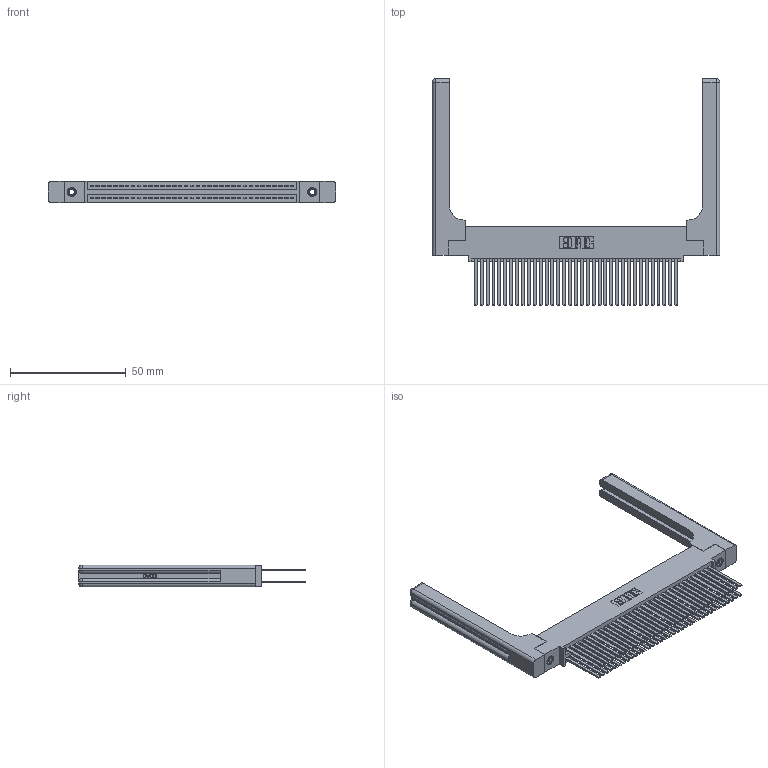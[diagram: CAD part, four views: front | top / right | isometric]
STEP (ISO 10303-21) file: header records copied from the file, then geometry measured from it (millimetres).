
FILE_DESCRIPTION (( 'STEP AP203' ), '1' );
FILE_NAME ('395-070-544-558.STEP', '2019-10-24T01:27:41', ( '' ), ( '' ), 'SwSTEP 2.0', 'SolidWorks 2016', '' );
FILE_SCHEMA (( 'CONFIG_CONTROL_DESIGN' ));
Length unit declared in the file: inch
Products named in the file (5): 345-292-001_345-293-144; 345-250-001_345-250-001-102; 345-220-058_345-220-058; 395-070-544-558; 345 Part_0.110 Offset - 0.156 Dia-TH
Assembly tree (75 placements, depth 2):
  395-070-544-558
    345 Part_0.110 Offset - 0.156 Dia-TH
    345-292-001_345-293-144  x70
    345-250-001_345-250-001-102  x2
    345-220-058_345-220-058  x2
Bounding box: 123.93 x 97.71 x 9.4 mm (x, y, z)
Volume: 21356.4 mm3; surface area: 26932.8 mm2
Topology: 75 solids, 75 shells, 3466 faces, 10189 edges, 6678 vertices
Faces by surface type: plane 2262, cylinder 1144, bspline 36, cone 12, sphere 8, torus 4
Entity records: 33534 total; most frequent: CARTESIAN_POINT 6621, ORIENTED_EDGE 5352, DIRECTION 4776, EDGE_CURVE 2676, LINE 2316, VECTOR 2316, VERTEX_POINT 1774, AXIS2_PLACEMENT_3D 1230
